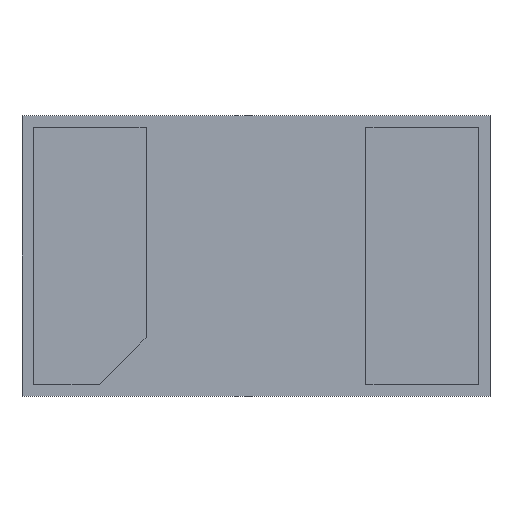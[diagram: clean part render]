
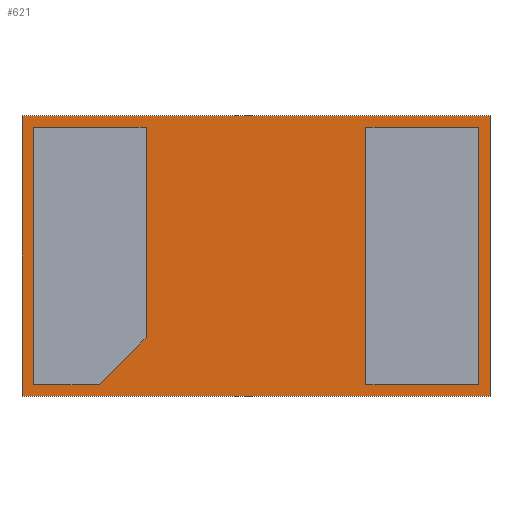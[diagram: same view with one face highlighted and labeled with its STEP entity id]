
A CAD part, front view. The second image highlights one B-rep face of the part: STEP entity #621.
In plain terms, the highlighted planar face has unit normal (0, -1, 0).
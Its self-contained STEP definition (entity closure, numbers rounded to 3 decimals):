
#10 = VERTEX_POINT ( 'NONE', #928 ) ;
#12 = EDGE_CURVE ( 'NONE', #10, #148, #1004, .T. ) ;
#38 = ORIENTED_EDGE ( 'NONE', *, *, #12, .F. ) ;
#40 = ORIENTED_EDGE ( 'NONE', *, *, #755, .F. ) ;
#50 = LINE ( 'NONE', #894, #318 ) ;
#62 = CARTESIAN_POINT ( 'NONE',  ( -0.47, 0., 0.55 ) ) ;
#64 = CARTESIAN_POINT ( 'NONE',  ( -0.95, 0., 0.55 ) ) ;
#82 = CARTESIAN_POINT ( 'NONE',  ( -1., 0., -0.6 ) ) ;
#84 = CARTESIAN_POINT ( 'NONE',  ( 0., 0., 0.6 ) ) ;
#90 = ORIENTED_EDGE ( 'NONE', *, *, #1023, .F. ) ;
#100 = LINE ( 'NONE', #1070, #293 ) ;
#103 = CARTESIAN_POINT ( 'NONE',  ( 0.47, 0., -0.55 ) ) ;
#112 = VERTEX_POINT ( 'NONE', #236 ) ;
#122 = LINE ( 'NONE', #1063, #1057 ) ;
#133 = ORIENTED_EDGE ( 'NONE', *, *, #1084, .F. ) ;
#134 = DIRECTION ( 'NONE',  ( 0.707, 0., 0.707 ) ) ;
#143 = EDGE_CURVE ( 'NONE', #1161, #112, #593, .T. ) ;
#148 = VERTEX_POINT ( 'NONE', #792 ) ;
#157 = LINE ( 'NONE', #62, #1076 ) ;
#165 = CARTESIAN_POINT ( 'NONE',  ( -1., 0., 0.6 ) ) ;
#167 = CARTESIAN_POINT ( 'NONE',  ( 1., 0., -0.6 ) ) ;
#179 = VERTEX_POINT ( 'NONE', #165 ) ;
#184 = CARTESIAN_POINT ( 'NONE',  ( 0.47, 0., 0.55 ) ) ;
#202 = ORIENTED_EDGE ( 'NONE', *, *, #658, .F. ) ;
#230 = VERTEX_POINT ( 'NONE', #82 ) ;
#236 = CARTESIAN_POINT ( 'NONE',  ( -0.67, 0., -0.55 ) ) ;
#238 = EDGE_CURVE ( 'NONE', #838, #284, #157, .T. ) ;
#251 = DIRECTION ( 'NONE',  ( 1., 0., 0. ) ) ;
#275 = VECTOR ( 'NONE', #834, 1000. ) ;
#277 = VERTEX_POINT ( 'NONE', #1187 ) ;
#281 = VERTEX_POINT ( 'NONE', #455 ) ;
#284 = VERTEX_POINT ( 'NONE', #541 ) ;
#293 = VECTOR ( 'NONE', #722, 1000. ) ;
#299 = CARTESIAN_POINT ( 'NONE',  ( -0.47, 0., 0.55 ) ) ;
#318 = VECTOR ( 'NONE', #975, 1000. ) ;
#326 = ORIENTED_EDGE ( 'NONE', *, *, #508, .F. ) ;
#334 = VECTOR ( 'NONE', #714, 1000. ) ;
#337 = CARTESIAN_POINT ( 'NONE',  ( -0.95, 0., -0.55 ) ) ;
#393 = FACE_OUTER_BOUND ( 'NONE', #666, .T. ) ;
#416 = ORIENTED_EDGE ( 'NONE', *, *, #461, .F. ) ;
#417 = CARTESIAN_POINT ( 'NONE',  ( 0.47, 0., 0.55 ) ) ;
#428 = DIRECTION ( 'NONE',  ( 0., 0., 1. ) ) ;
#433 = ORIENTED_EDGE ( 'NONE', *, *, #143, .F. ) ;
#447 = CARTESIAN_POINT ( 'NONE',  ( 0., 0., 0. ) ) ;
#454 = VERTEX_POINT ( 'NONE', #184 ) ;
#455 = CARTESIAN_POINT ( 'NONE',  ( 1., 0., 0.6 ) ) ;
#461 = EDGE_CURVE ( 'NONE', #277, #454, #100, .T. ) ;
#470 = VECTOR ( 'NONE', #984, 1000. ) ;
#493 = VERTEX_POINT ( 'NONE', #167 ) ;
#498 = LINE ( 'NONE', #64, #551 ) ;
#508 = EDGE_CURVE ( 'NONE', #281, #493, #50, .T. ) ;
#521 = CARTESIAN_POINT ( 'NONE',  ( -0.47, 0., -0.35 ) ) ;
#529 = CARTESIAN_POINT ( 'NONE',  ( -1., 0., 0. ) ) ;
#541 = CARTESIAN_POINT ( 'NONE',  ( -0.47, 0., 0.55 ) ) ;
#549 = PLANE ( 'NONE',  #856 ) ;
#551 = VECTOR ( 'NONE', #602, 1000. ) ;
#560 = CARTESIAN_POINT ( 'NONE',  ( 0.95, 0., -0.55 ) ) ;
#565 = VECTOR ( 'NONE', #1087, 1000. ) ;
#593 = LINE ( 'NONE', #611, #334 ) ;
#602 = DIRECTION ( 'NONE',  ( 0., 0., -1. ) ) ;
#611 = CARTESIAN_POINT ( 'NONE',  ( -0.95, 0., -0.55 ) ) ;
#621 = ADVANCED_FACE ( 'NONE', ( #1115, #758, #393 ), #549, .F. ) ;
#648 = LINE ( 'NONE', #529, #470 ) ;
#651 = DIRECTION ( 'NONE',  ( 0., 0., 1. ) ) ;
#658 = EDGE_CURVE ( 'NONE', #284, #866, #844, .T. ) ;
#666 = EDGE_LOOP ( 'NONE', ( #90, #1118, #715, #326 ) ) ;
#669 = VECTOR ( 'NONE', #1009, 1000. ) ;
#677 = EDGE_LOOP ( 'NONE', ( #693, #202, #1080, #713, #433 ) ) ;
#682 = VECTOR ( 'NONE', #1001, 1000. ) ;
#693 = ORIENTED_EDGE ( 'NONE', *, *, #849, .F. ) ;
#713 = ORIENTED_EDGE ( 'NONE', *, *, #1168, .F. ) ;
#714 = DIRECTION ( 'NONE',  ( 1., 0., 0. ) ) ;
#715 = ORIENTED_EDGE ( 'NONE', *, *, #933, .T. ) ;
#722 = DIRECTION ( 'NONE',  ( -1., 0., 0. ) ) ;
#755 = EDGE_CURVE ( 'NONE', #454, #10, #757, .T. ) ;
#757 = LINE ( 'NONE', #417, #1058 ) ;
#758 = FACE_BOUND ( 'NONE', #833, .T. ) ;
#792 = CARTESIAN_POINT ( 'NONE',  ( 0.95, 0., -0.55 ) ) ;
#800 = LINE ( 'NONE', #84, #565 ) ;
#833 = EDGE_LOOP ( 'NONE', ( #416, #133, #38, #40 ) ) ;
#834 = DIRECTION ( 'NONE',  ( 1., 0., 0. ) ) ;
#838 = VERTEX_POINT ( 'NONE', #521 ) ;
#844 = LINE ( 'NONE', #299, #669 ) ;
#849 = EDGE_CURVE ( 'NONE', #866, #1161, #498, .T. ) ;
#856 = AXIS2_PLACEMENT_3D ( 'NONE', #447, #1100, #651 ) ;
#866 = VERTEX_POINT ( 'NONE', #1151 ) ;
#894 = CARTESIAN_POINT ( 'NONE',  ( 1., 0., 0. ) ) ;
#928 = CARTESIAN_POINT ( 'NONE',  ( 0.47, 0., -0.55 ) ) ;
#933 = EDGE_CURVE ( 'NONE', #230, #493, #122, .T. ) ;
#955 = LINE ( 'NONE', #560, #682 ) ;
#975 = DIRECTION ( 'NONE',  ( 0., 0., -1. ) ) ;
#984 = DIRECTION ( 'NONE',  ( 0., 0., -1. ) ) ;
#995 = EDGE_CURVE ( 'NONE', #179, #230, #648, .T. ) ;
#1001 = DIRECTION ( 'NONE',  ( 0., 0., 1. ) ) ;
#1004 = LINE ( 'NONE', #103, #275 ) ;
#1009 = DIRECTION ( 'NONE',  ( -1., 0., 0. ) ) ;
#1023 = EDGE_CURVE ( 'NONE', #179, #281, #800, .T. ) ;
#1034 = DIRECTION ( 'NONE',  ( 0., 0., -1. ) ) ;
#1055 = CARTESIAN_POINT ( 'NONE',  ( -0.47, 0., -0.35 ) ) ;
#1057 = VECTOR ( 'NONE', #251, 1000. ) ;
#1058 = VECTOR ( 'NONE', #1034, 1000. ) ;
#1063 = CARTESIAN_POINT ( 'NONE',  ( 0., 0., -0.6 ) ) ;
#1070 = CARTESIAN_POINT ( 'NONE',  ( 0.95, 0., 0.55 ) ) ;
#1076 = VECTOR ( 'NONE', #428, 1000. ) ;
#1080 = ORIENTED_EDGE ( 'NONE', *, *, #238, .F. ) ;
#1084 = EDGE_CURVE ( 'NONE', #148, #277, #955, .T. ) ;
#1087 = DIRECTION ( 'NONE',  ( 1., 0., 0. ) ) ;
#1098 = VECTOR ( 'NONE', #134, 1000. ) ;
#1100 = DIRECTION ( 'NONE',  ( 0., 1., 0. ) ) ;
#1115 = FACE_BOUND ( 'NONE', #677, .T. ) ;
#1118 = ORIENTED_EDGE ( 'NONE', *, *, #995, .T. ) ;
#1151 = CARTESIAN_POINT ( 'NONE',  ( -0.95, 0., 0.55 ) ) ;
#1155 = LINE ( 'NONE', #1055, #1098 ) ;
#1161 = VERTEX_POINT ( 'NONE', #337 ) ;
#1168 = EDGE_CURVE ( 'NONE', #112, #838, #1155, .T. ) ;
#1187 = CARTESIAN_POINT ( 'NONE',  ( 0.95, 0., 0.55 ) ) ;
